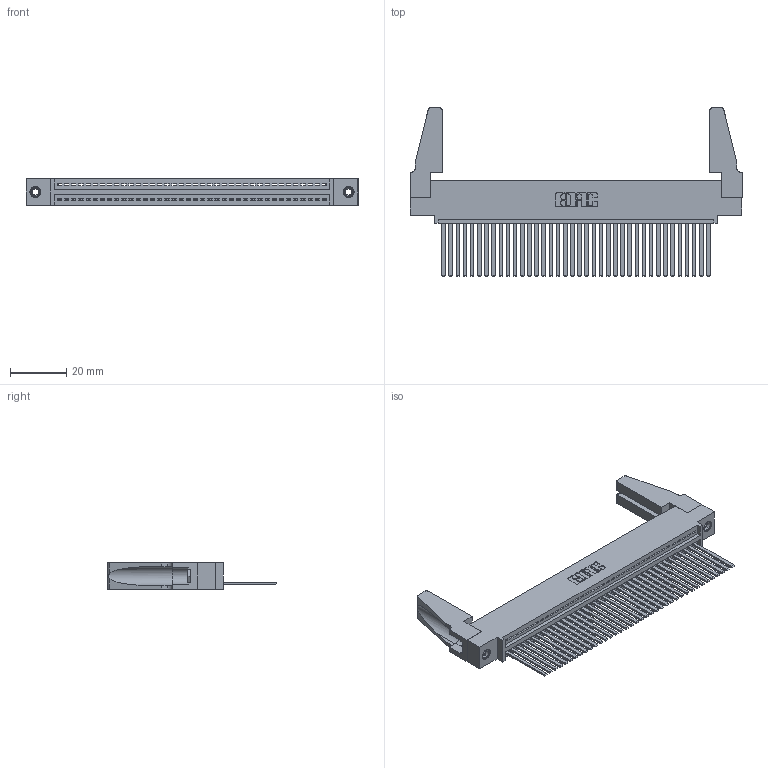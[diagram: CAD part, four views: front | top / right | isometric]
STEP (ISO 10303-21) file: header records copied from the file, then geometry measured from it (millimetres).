
FILE_DESCRIPTION (( 'STEP AP203' ), '1' );
FILE_NAME ('345-038-544-488.STEP', '2019-10-08T04:45:26', ( '' ), ( '' ), 'SwSTEP 2.0', 'SolidWorks 2016', '' );
FILE_SCHEMA (( 'CONFIG_CONTROL_DESIGN' ));
Length unit declared in the file: inch
Products named in the file (5): 345-250-001_345-250-001-102; 345-038-544-488; 345-292-001_345-293-144; 345-220-078_345-220-088; 345 Part_0.110 Offset - 0.156 Dia-TH
Assembly tree (43 placements, depth 2):
  345-038-544-488
    345 Part_0.110 Offset - 0.156 Dia-TH
    345-292-001_345-293-144  x38
    345-250-001_345-250-001-102  x2
    345-220-078_345-220-088  x2
Bounding box: 117.75 x 59.61 x 9.4 mm (x, y, z)
Volume: 14770.9 mm3; surface area: 19784.9 mm2
Topology: 43 solids, 43 shells, 2230 faces, 6671 edges, 4386 vertices
Faces by surface type: plane 1524, cylinder 690, cone 12, torus 4
Entity records: 31234 total; most frequent: CARTESIAN_POINT 5400, ORIENTED_EDGE 5332, DIRECTION 4726, EDGE_CURVE 2666, LINE 2344, VECTOR 2344, VERTEX_POINT 1770, AXIS2_PLACEMENT_3D 1191
